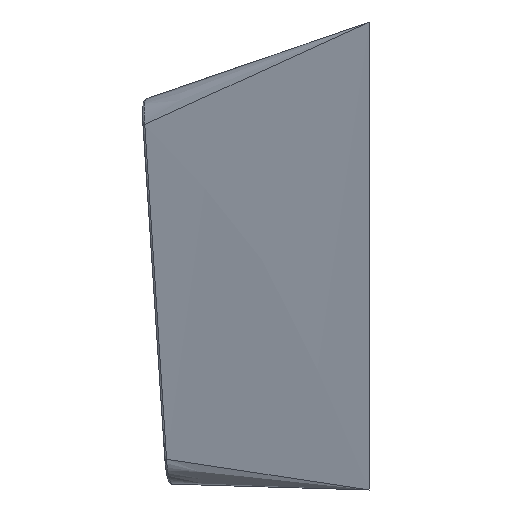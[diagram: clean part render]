
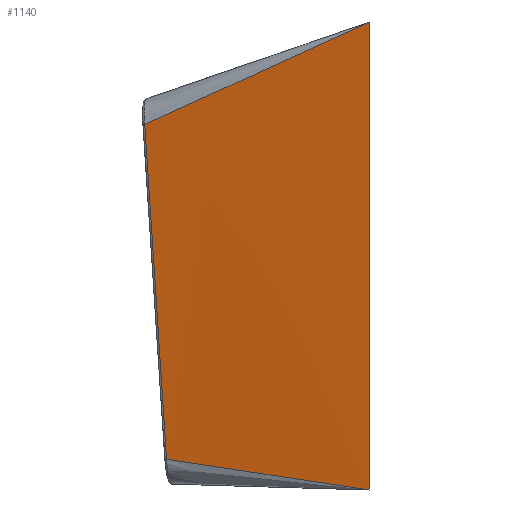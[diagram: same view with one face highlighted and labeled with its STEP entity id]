
A CAD part, left-side view. The second image highlights one B-rep face of the part: STEP entity #1140.
In plain terms, the highlighted free-form (B-spline) face has degree [3, 1] with [6, 2] control points.
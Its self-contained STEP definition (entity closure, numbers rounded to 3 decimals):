
#5 = CARTESIAN_POINT ( 'NONE',  ( 2.511, 8.268, 14.227 ) ) ;
#18 = CARTESIAN_POINT ( 'NONE',  ( 2.483, 8.177, 14.269 ) ) ;
#50 = CARTESIAN_POINT ( 'NONE',  ( 0., 0., 18. ) ) ;
#52 = LINE ( 'NONE', #1182, #97 ) ;
#81 = CARTESIAN_POINT ( 'NONE',  ( 0., 0., 18. ) ) ;
#97 = VECTOR ( 'NONE', #1487, 1000. ) ;
#142 = B_SPLINE_SURFACE_WITH_KNOTS ( 'NONE', 3, 1, ( 
 ( #758, #1015 ),
 ( #880, #1291 ),
 ( #174, #1443 ),
 ( #1157, #582 ),
 ( #452, #1592 ),
 ( #50, #182 ) ),
 .UNSPECIFIED., .F., .F., .F.,
 ( 4, 2, 4 ),
 ( 2, 2 ),
 ( 0., 0.5, 1. ),
 ( 0., 1. ),
 .UNSPECIFIED. ) ;
#152 = VERTEX_POINT ( 'NONE', #232 ) ;
#158 = CARTESIAN_POINT ( 'NONE',  ( 1.831, 6.043, 15.247 ) ) ;
#164 = CARTESIAN_POINT ( 'NONE',  ( 2.472, 8.142, 14.285 ) ) ;
#174 = CARTESIAN_POINT ( 'NONE',  ( 0., 0., 6. ) ) ;
#182 = CARTESIAN_POINT ( 'NONE',  ( 2.65, 8.785, 14.975 ) ) ;
#192 = CARTESIAN_POINT ( 'NONE',  ( 2.624, 8.064, 5.209 ) ) ;
#232 = CARTESIAN_POINT ( 'NONE',  ( 2.623, 7.801, 1.183 ) ) ;
#258 = CARTESIAN_POINT ( 'NONE',  ( 1.303, 4.306, 16.04 ) ) ;
#272 = EDGE_CURVE ( 'NONE', #1455, #1643, #1219, .T. ) ;
#287 = ORIENTED_EDGE ( 'NONE', *, *, #272, .T. ) ;
#288 = CARTESIAN_POINT ( 'NONE',  ( 1.671, 5.516, 15.488 ) ) ;
#292 = CARTESIAN_POINT ( 'NONE',  ( 2.045, 6.743, 14.926 ) ) ;
#331 = CARTESIAN_POINT ( 'NONE',  ( 2.625, 8.432, 10.842 ) ) ;
#390 = CARTESIAN_POINT ( 'NONE',  ( 1.315, 4.347, 16.022 ) ) ;
#415 = CARTESIAN_POINT ( 'NONE',  ( 2.57, 8.461, 14.139 ) ) ;
#428 = CARTESIAN_POINT ( 'NONE',  ( 2.207, 7.276, 14.682 ) ) ;
#452 = CARTESIAN_POINT ( 'NONE',  ( 0., 0., 15. ) ) ;
#498 = CARTESIAN_POINT ( 'NONE',  ( 2.625, 8.641, 14.056 ) ) ;
#545 = CARTESIAN_POINT ( 'NONE',  ( 2.48, 8.169, 14.273 ) ) ;
#550 = CARTESIAN_POINT ( 'NONE',  ( 2.625, 8.641, 14.056 ) ) ;
#582 = CARTESIAN_POINT ( 'NONE',  ( 2.65, 8.463, 10.061 ) ) ;
#709 = CARTESIAN_POINT ( 'NONE',  ( 2.369, 7.805, 14.44 ) ) ;
#734 = EDGE_CURVE ( 'NONE', #1455, #1330, #52, .T. ) ;
#746 = CARTESIAN_POINT ( 'NONE',  ( 2.625, 8.641, 14.056 ) ) ;
#752 = CARTESIAN_POINT ( 'NONE',  ( 2.624, 8.152, 6.551 ) ) ;
#758 = CARTESIAN_POINT ( 'NONE',  ( 0., 0., 0. ) ) ;
#791 = EDGE_LOOP ( 'NONE', ( #287, #903, #947, #1555 ) ) ;
#836 = CARTESIAN_POINT ( 'NONE',  ( 2.126, 7.01, 14.804 ) ) ;
#880 = CARTESIAN_POINT ( 'NONE',  ( 0., 0., 3. ) ) ;
#890 = CARTESIAN_POINT ( 'NONE',  ( 2.624, 8.327, 9.235 ) ) ;
#903 = ORIENTED_EDGE ( 'NONE', *, *, #1411, .T. ) ;
#909 = CARTESIAN_POINT ( 'NONE',  ( 0., 0., 0. ) ) ;
#935 = CARTESIAN_POINT ( 'NONE',  ( 1.829, 5.417, 0.829 ) ) ;
#947 = ORIENTED_EDGE ( 'NONE', *, *, #1439, .T. ) ;
#962 = CARTESIAN_POINT ( 'NONE',  ( 0.449, 1.49, 17.324 ) ) ;
#989 = CARTESIAN_POINT ( 'NONE',  ( 2.315, 7.627, 14.521 ) ) ;
#997 = CARTESIAN_POINT ( 'NONE',  ( 2.478, 8.161, 14.276 ) ) ;
#1015 = CARTESIAN_POINT ( 'NONE',  ( 2.65, 7.82, 0.232 ) ) ;
#1025 = CARTESIAN_POINT ( 'NONE',  ( 0., 0., 0. ) ) ;
#1048 = CARTESIAN_POINT ( 'NONE',  ( 2.623, 7.976, 3.867 ) ) ;
#1122 = CARTESIAN_POINT ( 'NONE',  ( 1.343, 4.437, 15.98 ) ) ;
#1140 = ADVANCED_FACE ( 'NONE', ( #1660 ), #142, .T. ) ;
#1141 = CARTESIAN_POINT ( 'NONE',  ( 2.498, 8.226, 14.246 ) ) ;
#1157 = CARTESIAN_POINT ( 'NONE',  ( 0., 0., 12. ) ) ;
#1182 = CARTESIAN_POINT ( 'NONE',  ( 0., 0., 18. ) ) ;
#1219 = B_SPLINE_CURVE_WITH_KNOTS ( 'NONE', 3,
 ( #1804, #962, #1683, #258, #390, #1122, #1383, #1811, #288, #158, #1264, #1252, #292, #836, #428, #1405, #989, #709, #1426, #1276, #164, #997, #545, #1697, #18, #1141, #5, #415, #1412, #550 ),
 .UNSPECIFIED., .F., .F.,
 ( 4, 2, 2, 1, 1, 1, 2, 2, 1, 2, 2, 1, 1, 1, 1, 2, 2, 2, 4 ),
 ( 0., 0.488, 0.503, 0.518, 0.549, 0.61, 0.732, 0.762, 0.793, 0.854, 0.884, 0.915, 0.93, 0.934, 0.936, 0.937, 0.938, 0.945, 0.976 ),
 .UNSPECIFIED. ) ;
#1252 = CARTESIAN_POINT ( 'NONE',  ( 1.99, 6.564, 15.008 ) ) ;
#1264 = CARTESIAN_POINT ( 'NONE',  ( 1.963, 6.476, 15.048 ) ) ;
#1276 = CARTESIAN_POINT ( 'NONE',  ( 2.454, 8.081, 14.313 ) ) ;
#1291 = CARTESIAN_POINT ( 'NONE',  ( 2.65, 7.981, 2.689 ) ) ;
#1313 = CARTESIAN_POINT ( 'NONE',  ( 2.623, 7.801, 1.183 ) ) ;
#1315 = B_SPLINE_CURVE_WITH_KNOTS ( 'NONE', 3,
 ( #1784, #935, #1765, #909 ),
 .UNSPECIFIED., .F., .F.,
 ( 4, 4 ),
 ( 0.011, 1. ),
 .UNSPECIFIED. ) ;
#1320 = CARTESIAN_POINT ( 'NONE',  ( 2.623, 7.889, 2.525 ) ) ;
#1330 = VERTEX_POINT ( 'NONE', #1025 ) ;
#1383 = CARTESIAN_POINT ( 'NONE',  ( 1.384, 4.574, 15.918 ) ) ;
#1405 = CARTESIAN_POINT ( 'NONE',  ( 2.288, 7.539, 14.562 ) ) ;
#1411 = EDGE_CURVE ( 'NONE', #1643, #152, #1630, .T. ) ;
#1412 = CARTESIAN_POINT ( 'NONE',  ( 2.604, 8.573, 14.087 ) ) ;
#1426 = CARTESIAN_POINT ( 'NONE',  ( 2.41, 7.938, 14.379 ) ) ;
#1439 = EDGE_CURVE ( 'NONE', #152, #1330, #1315, .T. ) ;
#1443 = CARTESIAN_POINT ( 'NONE',  ( 2.65, 8.142, 5.146 ) ) ;
#1455 = VERTEX_POINT ( 'NONE', #81 ) ;
#1487 = DIRECTION ( 'NONE',  ( 0., 0., -1. ) ) ;
#1555 = ORIENTED_EDGE ( 'NONE', *, *, #734, .F. ) ;
#1592 = CARTESIAN_POINT ( 'NONE',  ( 2.65, 8.624, 12.518 ) ) ;
#1606 = CARTESIAN_POINT ( 'NONE',  ( 2.624, 8.239, 7.893 ) ) ;
#1630 = B_SPLINE_CURVE_WITH_KNOTS ( 'NONE', 3,
 ( #746, #1741, #331, #890, #1606, #752, #192, #1048, #1320, #1313 ),
 .UNSPECIFIED., .F., .F.,
 ( 4, 3, 3, 4 ),
 ( 0., 0.005, 0.009, 0.013 ),
 .UNSPECIFIED. ) ;
#1643 = VERTEX_POINT ( 'NONE', #498 ) ;
#1660 = FACE_OUTER_BOUND ( 'NONE', #791, .T. ) ;
#1683 = CARTESIAN_POINT ( 'NONE',  ( 0.879, 2.911, 16.677 ) ) ;
#1697 = CARTESIAN_POINT ( 'NONE',  ( 2.482, 8.175, 14.27 ) ) ;
#1741 = CARTESIAN_POINT ( 'NONE',  ( 2.625, 8.536, 12.449 ) ) ;
#1765 = CARTESIAN_POINT ( 'NONE',  ( 0.955, 2.817, 0.435 ) ) ;
#1784 = CARTESIAN_POINT ( 'NONE',  ( 2.623, 7.801, 1.183 ) ) ;
#1804 = CARTESIAN_POINT ( 'NONE',  ( 0., 0., 18. ) ) ;
#1811 = CARTESIAN_POINT ( 'NONE',  ( 1.48, 4.89, 15.774 ) ) ;
